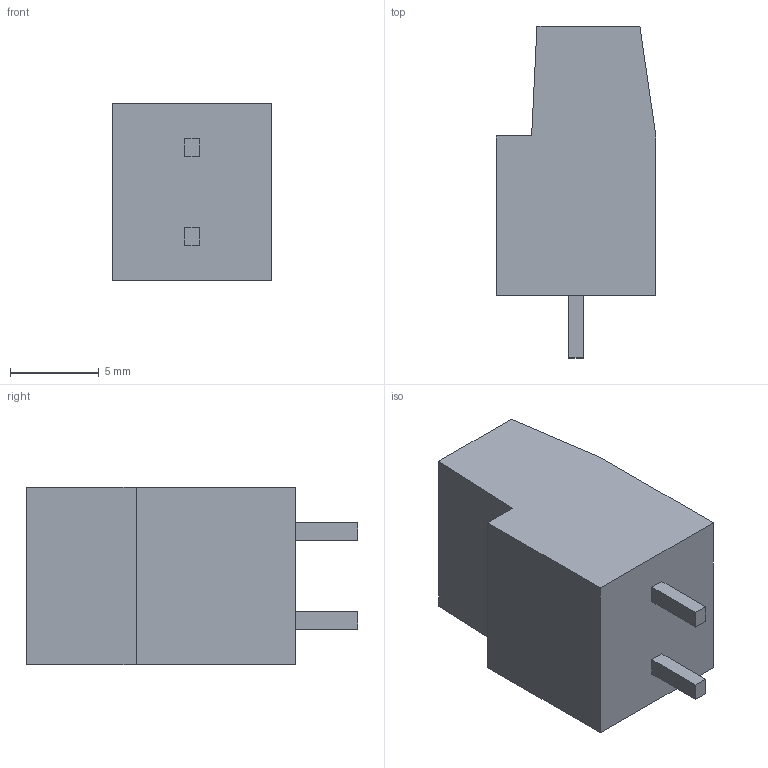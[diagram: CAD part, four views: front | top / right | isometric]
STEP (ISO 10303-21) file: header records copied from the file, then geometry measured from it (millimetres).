
FILE_DESCRIPTION (( 'STEP AP214' ), '1' );
FILE_NAME ('User Library-2 Way PCB Screw Terminal Block 5mm.STEP', '2017-06-14T15:26:13', ( 'Windows User' ), ( '' ), 'SwSTEP 2.0', 'SolidWorks 2017', '' );
FILE_SCHEMA (( 'AUTOMOTIVE_DESIGN' ));
Length unit declared in the file: millimetre
Products named in the file (1): User Library-2 Way PCB Screw Terminal Block 5mm
Bounding box: 9 x 18.7 x 10 mm (x, y, z)
Volume: 1035.4 mm3; surface area: 1280.4 mm2
Topology: 1 solids, 1 shells, 73 faces, 181 edges, 118 vertices
Faces by surface type: plane 65, cylinder 8
Entity records: 2169 total; most frequent: CARTESIAN_POINT 373, ORIENTED_EDGE 362, DIRECTION 353, EDGE_CURVE 181, LINE 157, VECTOR 157, VERTEX_POINT 118, AXIS2_PLACEMENT_3D 98
